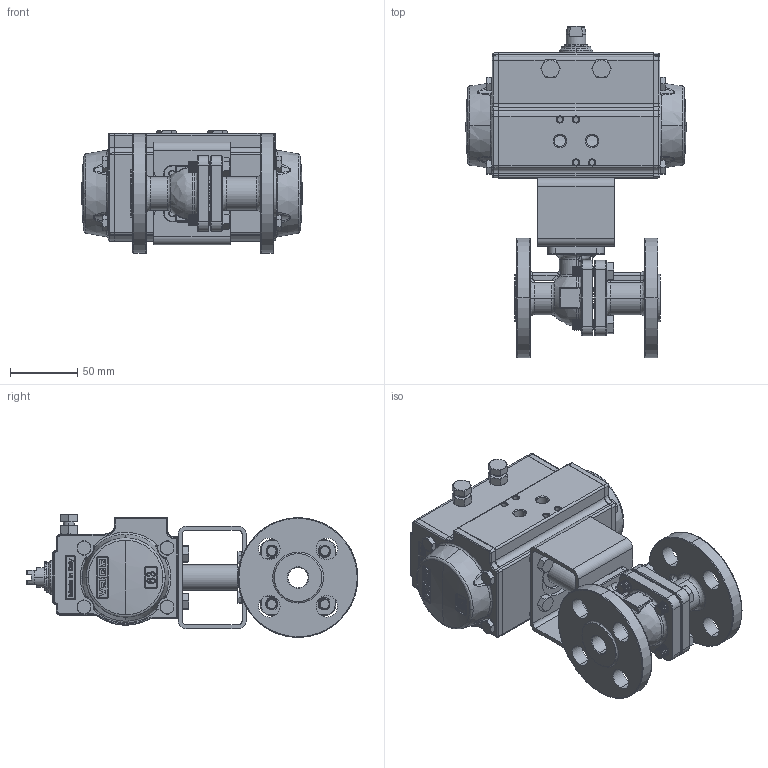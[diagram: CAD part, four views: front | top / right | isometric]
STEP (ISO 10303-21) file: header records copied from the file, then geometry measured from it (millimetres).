
FILE_DESCRIPTION (( 'STEP AP203' ), '1' );
FILE_NAME ('2000F-050_UT-1.STEP', '2017-12-11T19:56:28', ( '' ), ( '' ), 'SwSTEP 2.0', 'SolidWorks 2014', '' );
FILE_SCHEMA (( 'CONFIG_CONTROL_DESIGN' ));
Products named in the file (1): 2000F-050_UT-1
Bounding box: 163.98 x 246.8 x 91.3 mm (x, y, z)
Surface area: 150988.3 mm2 (no closed solid volume)
Topology: 0 solids, 48 shells, 1670 faces, 5354 edges, 3559 vertices
Faces by surface type: plane 524, cylinder 443, bspline 442, cone 231, sphere 30
Entity records: 116231 total; most frequent: CARTESIAN_POINT 75492, ORIENTED_EDGE 8936, DIRECTION 6785, EDGE_CURVE 5328, VERTEX_POINT 3559, AXIS2_PLACEMENT_3D 2395, VECTOR 1995, LINE 1995
